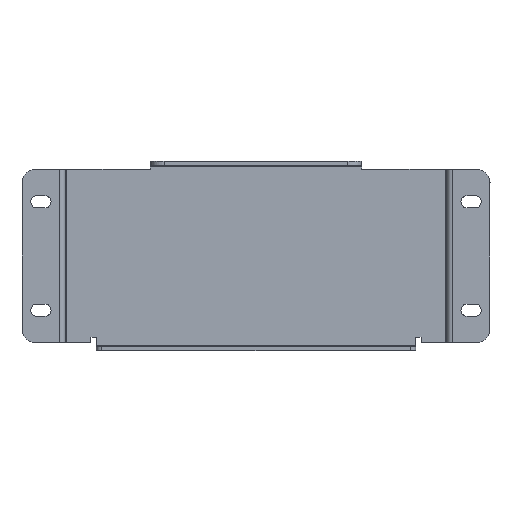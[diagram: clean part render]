
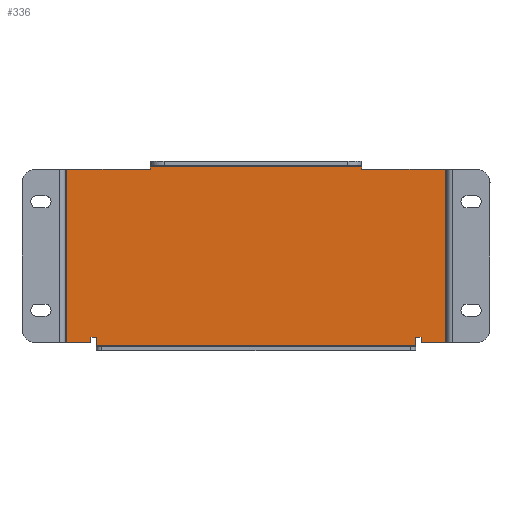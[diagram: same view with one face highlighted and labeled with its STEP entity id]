
A CAD part, front view. The second image highlights one B-rep face of the part: STEP entity #336.
In plain terms, the highlighted planar face has unit normal (0, -1, 0).
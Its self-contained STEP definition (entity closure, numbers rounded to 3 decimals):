
#9 = DIRECTION ( 'NONE',  ( 1., 0., 0. ) ) ;
#43 = CARTESIAN_POINT ( 'NONE',  ( 11.5, 24., 2. ) ) ;
#101 = EDGE_CURVE ( 'NONE', #106, #1514, #1651, .T. ) ;
#106 = VERTEX_POINT ( 'NONE', #1399 ) ;
#118 = VERTEX_POINT ( 'NONE', #1410 ) ;
#120 = VECTOR ( 'NONE', #1164, 1000. ) ;
#127 = EDGE_CURVE ( 'NONE', #2597, #2186, #1781, .T. ) ;
#148 = CARTESIAN_POINT ( 'NONE',  ( 130.5, 24., 32. ) ) ;
#156 = VECTOR ( 'NONE', #579, 1000. ) ;
#165 = VECTOR ( 'NONE', #735, 1000. ) ;
#224 = CARTESIAN_POINT ( 'NONE',  ( 10.5, 24., 0. ) ) ;
#249 = CARTESIAN_POINT ( 'NONE',  ( 141.5, 23.998, 0. ) ) ;
#260 = CARTESIAN_POINT ( 'NONE',  ( 12.5, 23.998, -1. ) ) ;
#294 = DIRECTION ( 'NONE',  ( 0., 0., 1. ) ) ;
#316 = B_SPLINE_CURVE_WITH_KNOTS ( 'NONE', 1,
 ( #1165, #2219 ),
 .UNSPECIFIED., .F., .F.,
 ( 2, 2 ),
 ( 0., 1. ),
 .UNSPECIFIED. ) ;
#336 = ADVANCED_FACE ( 'NONE', ( #903 ), #906, .F. ) ;
#355 = CARTESIAN_POINT ( 'NONE',  ( 32.5, 24., 32. ) ) ;
#388 = DIRECTION ( 'NONE',  ( 1., 0., 0. ) ) ;
#416 = VERTEX_POINT ( 'NONE', #224 ) ;
#446 = VECTOR ( 'NONE', #1621, 1000. ) ;
#501 = EDGE_CURVE ( 'NONE', #1378, #1514, #1906, .T. ) ;
#512 = CARTESIAN_POINT ( 'NONE',  ( 10.5, 24., 1. ) ) ;
#538 = VERTEX_POINT ( 'NONE', #850 ) ;
#549 = EDGE_CURVE ( 'NONE', #1311, #118, #1777, .T. ) ;
#555 = CARTESIAN_POINT ( 'NONE',  ( 141.5, 23.998, 0. ) ) ;
#557 = CARTESIAN_POINT ( 'NONE',  ( 10.5, 24., 2. ) ) ;
#565 = ORIENTED_EDGE ( 'NONE', *, *, #1842, .F. ) ;
#579 = DIRECTION ( 'NONE',  ( 0., 0., -1. ) ) ;
#584 = VECTOR ( 'NONE', #2609, 1000. ) ;
#600 = VERTEX_POINT ( 'NONE', #644 ) ;
#644 = CARTESIAN_POINT ( 'NONE',  ( 132.5, 24., 0. ) ) ;
#690 = CARTESIAN_POINT ( 'NONE',  ( 130.5, 23.998, -1. ) ) ;
#697 = LINE ( 'NONE', #43, #1556 ) ;
#710 = VERTEX_POINT ( 'NONE', #2415 ) ;
#720 = VECTOR ( 'NONE', #1174, 1000. ) ;
#735 = DIRECTION ( 'NONE',  ( 0., 0., -1. ) ) ;
#757 = VERTEX_POINT ( 'NONE', #557 ) ;
#762 = DIRECTION ( 'NONE',  ( 1., 0., 0. ) ) ;
#772 = LINE ( 'NONE', #1250, #2638 ) ;
#796 = CARTESIAN_POINT ( 'NONE',  ( 132.5, 24., 2. ) ) ;
#850 = CARTESIAN_POINT ( 'NONE',  ( 1.5, 23.998, 0. ) ) ;
#865 = VERTEX_POINT ( 'NONE', #1875 ) ;
#884 = DIRECTION ( 'NONE',  ( 1., 0., 0. ) ) ;
#889 = DIRECTION ( 'NONE',  ( 1., 0., 0. ) ) ;
#899 = ORIENTED_EDGE ( 'NONE', *, *, #2135, .F. ) ;
#903 = FACE_OUTER_BOUND ( 'NONE', #1198, .T. ) ;
#906 = PLANE ( 'NONE',  #1219 ) ;
#953 = VECTOR ( 'NONE', #762, 1000. ) ;
#967 = CARTESIAN_POINT ( 'NONE',  ( 71.5, 24., 0. ) ) ;
#994 = CARTESIAN_POINT ( 'NONE',  ( 110.5, 24., 64. ) ) ;
#1048 = ORIENTED_EDGE ( 'NONE', *, *, #2119, .F. ) ;
#1089 = CARTESIAN_POINT ( 'NONE',  ( 71.5, 24., 32. ) ) ;
#1154 = B_SPLINE_CURVE_WITH_KNOTS ( 'NONE', 1,
 ( #1591, #555 ),
 .UNSPECIFIED., .F., .F.,
 ( 2, 2 ),
 ( 0., 1. ),
 .UNSPECIFIED. ) ;
#1161 = CARTESIAN_POINT ( 'NONE',  ( 12.5, 24., 32. ) ) ;
#1164 = DIRECTION ( 'NONE',  ( 0., 0., -1. ) ) ;
#1165 = CARTESIAN_POINT ( 'NONE',  ( 1.5, 23.998, 0. ) ) ;
#1170 = ORIENTED_EDGE ( 'NONE', *, *, #101, .T. ) ;
#1174 = DIRECTION ( 'NONE',  ( 0., 0., -1. ) ) ;
#1198 = EDGE_LOOP ( 'NONE', ( #899, #2249, #2578, #1860, #1048, #1610, #565, #1400, #1170, #2370, #2593, #2640, #1992, #2209, #1202, #1718 ) ) ;
#1202 = ORIENTED_EDGE ( 'NONE', *, *, #1222, .F. ) ;
#1219 = AXIS2_PLACEMENT_3D ( 'NONE', #1089, #1709, #294 ) ;
#1222 = EDGE_CURVE ( 'NONE', #118, #1463, #1154, .T. ) ;
#1223 = EDGE_CURVE ( 'NONE', #2097, #600, #1611, .T. ) ;
#1232 = EDGE_CURVE ( 'NONE', #600, #1463, #1719, .T. ) ;
#1250 = CARTESIAN_POINT ( 'NONE',  ( 71.5, 24., 0. ) ) ;
#1311 = VERTEX_POINT ( 'NONE', #994 ) ;
#1378 = VERTEX_POINT ( 'NONE', #1413 ) ;
#1399 = CARTESIAN_POINT ( 'NONE',  ( 12.5, 24., 2. ) ) ;
#1400 = ORIENTED_EDGE ( 'NONE', *, *, #2484, .T. ) ;
#1410 = CARTESIAN_POINT ( 'NONE',  ( 141.5, 23.998, 64. ) ) ;
#1413 = CARTESIAN_POINT ( 'NONE',  ( 130.5, 23.998, -1. ) ) ;
#1463 = VERTEX_POINT ( 'NONE', #249 ) ;
#1478 = LINE ( 'NONE', #1910, #2478 ) ;
#1514 = VERTEX_POINT ( 'NONE', #260 ) ;
#1517 = EDGE_CURVE ( 'NONE', #865, #2186, #1478, .T. ) ;
#1520 = EDGE_CURVE ( 'NONE', #538, #416, #772, .T. ) ;
#1556 = VECTOR ( 'NONE', #889, 1000. ) ;
#1563 = B_SPLINE_CURVE_WITH_KNOTS ( 'NONE', 1,
 ( #1742, #2341 ),
 .UNSPECIFIED., .F., .F.,
 ( 2, 2 ),
 ( 0., 1. ),
 .UNSPECIFIED. ) ;
#1576 = EDGE_CURVE ( 'NONE', #2597, #1915, #1563, .T. ) ;
#1591 = CARTESIAN_POINT ( 'NONE',  ( 141.5, 23.998, 64. ) ) ;
#1610 = ORIENTED_EDGE ( 'NONE', *, *, #1520, .T. ) ;
#1611 = LINE ( 'NONE', #1822, #446 ) ;
#1621 = DIRECTION ( 'NONE',  ( 0., 0., -1. ) ) ;
#1626 = CARTESIAN_POINT ( 'NONE',  ( 131.5, 24., 2. ) ) ;
#1651 = LINE ( 'NONE', #1161, #156 ) ;
#1660 = EDGE_CURVE ( 'NONE', #710, #1378, #2349, .T. ) ;
#1669 = CARTESIAN_POINT ( 'NONE',  ( 71.5, 24., 64. ) ) ;
#1709 = DIRECTION ( 'NONE',  ( 0., 1., 0. ) ) ;
#1717 = CARTESIAN_POINT ( 'NONE',  ( 12.5, 23.998, -1. ) ) ;
#1718 = ORIENTED_EDGE ( 'NONE', *, *, #549, .F. ) ;
#1719 = LINE ( 'NONE', #967, #953 ) ;
#1742 = CARTESIAN_POINT ( 'NONE',  ( 32.5, 23.998, 65. ) ) ;
#1777 = LINE ( 'NONE', #1669, #2544 ) ;
#1781 = LINE ( 'NONE', #355, #720 ) ;
#1822 = CARTESIAN_POINT ( 'NONE',  ( 132.5, 24., 1. ) ) ;
#1842 = EDGE_CURVE ( 'NONE', #757, #416, #2379, .T. ) ;
#1860 = ORIENTED_EDGE ( 'NONE', *, *, #1517, .F. ) ;
#1875 = CARTESIAN_POINT ( 'NONE',  ( 1.5, 23.998, 64. ) ) ;
#1885 = LINE ( 'NONE', #1626, #2233 ) ;
#1906 = B_SPLINE_CURVE_WITH_KNOTS ( 'NONE', 1,
 ( #690, #1717 ),
 .UNSPECIFIED., .F., .F.,
 ( 2, 2 ),
 ( 0., 1. ),
 .UNSPECIFIED. ) ;
#1910 = CARTESIAN_POINT ( 'NONE',  ( 71.5, 24., 64. ) ) ;
#1915 = VERTEX_POINT ( 'NONE', #1962 ) ;
#1962 = CARTESIAN_POINT ( 'NONE',  ( 110.5, 23.998, 65. ) ) ;
#1992 = ORIENTED_EDGE ( 'NONE', *, *, #1223, .T. ) ;
#2097 = VERTEX_POINT ( 'NONE', #796 ) ;
#2119 = EDGE_CURVE ( 'NONE', #538, #865, #316, .T. ) ;
#2135 = EDGE_CURVE ( 'NONE', #1915, #1311, #2423, .T. ) ;
#2157 = EDGE_CURVE ( 'NONE', #710, #2097, #1885, .T. ) ;
#2186 = VERTEX_POINT ( 'NONE', #2272 ) ;
#2209 = ORIENTED_EDGE ( 'NONE', *, *, #1232, .T. ) ;
#2219 = CARTESIAN_POINT ( 'NONE',  ( 1.5, 23.998, 64. ) ) ;
#2233 = VECTOR ( 'NONE', #388, 1000. ) ;
#2235 = CARTESIAN_POINT ( 'NONE',  ( 110.5, 24., 32. ) ) ;
#2249 = ORIENTED_EDGE ( 'NONE', *, *, #1576, .F. ) ;
#2272 = CARTESIAN_POINT ( 'NONE',  ( 32.5, 24., 64. ) ) ;
#2334 = DIRECTION ( 'NONE',  ( 1., 0., 0. ) ) ;
#2341 = CARTESIAN_POINT ( 'NONE',  ( 110.5, 23.998, 65. ) ) ;
#2349 = LINE ( 'NONE', #148, #120 ) ;
#2370 = ORIENTED_EDGE ( 'NONE', *, *, #501, .F. ) ;
#2379 = LINE ( 'NONE', #512, #165 ) ;
#2415 = CARTESIAN_POINT ( 'NONE',  ( 130.5, 24., 2. ) ) ;
#2423 = LINE ( 'NONE', #2235, #584 ) ;
#2478 = VECTOR ( 'NONE', #2334, 1000. ) ;
#2484 = EDGE_CURVE ( 'NONE', #757, #106, #697, .T. ) ;
#2544 = VECTOR ( 'NONE', #9, 1000. ) ;
#2578 = ORIENTED_EDGE ( 'NONE', *, *, #127, .T. ) ;
#2593 = ORIENTED_EDGE ( 'NONE', *, *, #1660, .F. ) ;
#2597 = VERTEX_POINT ( 'NONE', #2643 ) ;
#2609 = DIRECTION ( 'NONE',  ( 0., 0., -1. ) ) ;
#2638 = VECTOR ( 'NONE', #884, 1000. ) ;
#2640 = ORIENTED_EDGE ( 'NONE', *, *, #2157, .T. ) ;
#2643 = CARTESIAN_POINT ( 'NONE',  ( 32.5, 23.998, 65. ) ) ;
